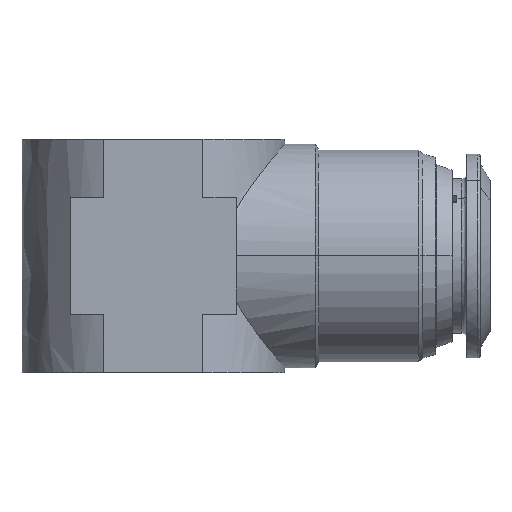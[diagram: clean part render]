
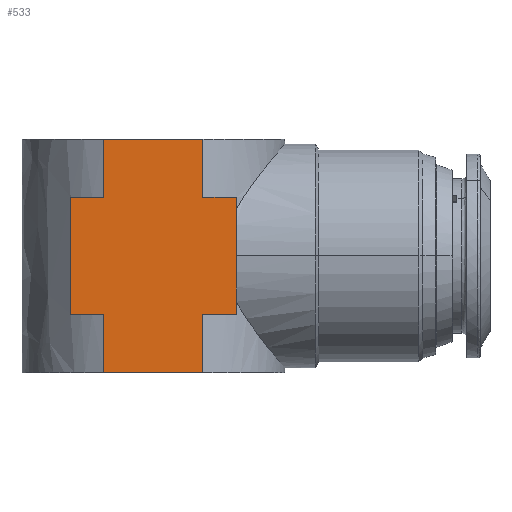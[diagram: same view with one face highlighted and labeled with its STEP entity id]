
A CAD part, top view. The second image highlights one B-rep face of the part: STEP entity #533.
In plain terms, the highlighted free-form (B-spline) face has degree [1, 1] with [2, 2] control points.
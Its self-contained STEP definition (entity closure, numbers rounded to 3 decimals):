
#6 = CARTESIAN_POINT ( 'NONE',  ( -37.441, -5.433, 12.5 ) ) ;
#38 = CARTESIAN_POINT ( 'NONE',  ( -23.841, -5.433, 12.5 ) ) ;
#54 = VERTEX_POINT ( 'NONE', #140 ) ;
#75 = CARTESIAN_POINT ( 'NONE',  ( -34.041, -11.433, 12.5 ) ) ;
#116 = CARTESIAN_POINT ( 'NONE',  ( -20.441, -5.433, 12.5 ) ) ;
#140 = CARTESIAN_POINT ( 'NONE',  ( -23.841, 12.567, 12.5 ) ) ;
#142 = CARTESIAN_POINT ( 'NONE',  ( -23.841, -11.433, 12.5 ) ) ;
#167 = CARTESIAN_POINT ( 'NONE',  ( -23.841, 6.567, 12.5 ) ) ;
#178 = CARTESIAN_POINT ( 'NONE',  ( -37.441, -5.433, 12.5 ) ) ;
#247 = B_SPLINE_CURVE_WITH_KNOTS ( 'NONE', 1,
 ( #116, #1597 ),
 .UNSPECIFIED., .F., .F.,
 ( 2, 2 ),
 ( 0., 1. ),
 .UNSPECIFIED. ) ;
#326 = CARTESIAN_POINT ( 'NONE',  ( -23.841, -5.433, 12.5 ) ) ;
#410 = EDGE_CURVE ( 'NONE', #2267, #522, #561, .T. ) ;
#483 = EDGE_CURVE ( 'NONE', #691, #2091, #2315, .T. ) ;
#522 = VERTEX_POINT ( 'NONE', #610 ) ;
#533 = ADVANCED_FACE ( 'NONE', ( #932 ), #1228, .T. ) ;
#552 = CARTESIAN_POINT ( 'NONE',  ( -20.441, -5.433, 12.5 ) ) ;
#561 = B_SPLINE_CURVE_WITH_KNOTS ( 'NONE', 1,
 ( #178, #2253 ),
 .UNSPECIFIED., .F., .F.,
 ( 2, 2 ),
 ( 0., 1. ),
 .UNSPECIFIED. ) ;
#572 = CARTESIAN_POINT ( 'NONE',  ( -23.841, 6.567, 12.5 ) ) ;
#610 = CARTESIAN_POINT ( 'NONE',  ( -34.041, -5.433, 12.5 ) ) ;
#624 = CARTESIAN_POINT ( 'NONE',  ( -23.841, 6.567, 12.5 ) ) ;
#691 = VERTEX_POINT ( 'NONE', #3662 ) ;
#698 = CARTESIAN_POINT ( 'NONE',  ( -34.041, -11.433, 12.5 ) ) ;
#702 = EDGE_CURVE ( 'NONE', #1202, #1586, #247, .T. ) ;
#746 = ORIENTED_EDGE ( 'NONE', *, *, #2641, .T. ) ;
#802 = ORIENTED_EDGE ( 'NONE', *, *, #1617, .T. ) ;
#856 = CARTESIAN_POINT ( 'NONE',  ( -23.841, -5.433, 12.5 ) ) ;
#867 = ORIENTED_EDGE ( 'NONE', *, *, #2501, .T. ) ;
#872 = CARTESIAN_POINT ( 'NONE',  ( -23.841, -11.433, 12.5 ) ) ;
#892 = ORIENTED_EDGE ( 'NONE', *, *, #2722, .T. ) ;
#893 = ORIENTED_EDGE ( 'NONE', *, *, #2014, .T. ) ;
#903 = B_SPLINE_CURVE_WITH_KNOTS ( 'NONE', 1,
 ( #3427, #2835 ),
 .UNSPECIFIED., .F., .F.,
 ( 2, 2 ),
 ( 0., 1. ),
 .UNSPECIFIED. ) ;
#932 = FACE_OUTER_BOUND ( 'NONE', #2646, .T. ) ;
#956 = CARTESIAN_POINT ( 'NONE',  ( -20.441, -5.433, 12.5 ) ) ;
#980 = CARTESIAN_POINT ( 'NONE',  ( -20.441, 6.567, 12.5 ) ) ;
#1031 = VERTEX_POINT ( 'NONE', #1421 ) ;
#1084 = B_SPLINE_CURVE_WITH_KNOTS ( 'NONE', 1,
 ( #3688, #1612 ),
 .UNSPECIFIED., .F., .F.,
 ( 2, 2 ),
 ( 0., 1. ),
 .UNSPECIFIED. ) ;
#1178 = CARTESIAN_POINT ( 'NONE',  ( -23.841, 12.567, 12.5 ) ) ;
#1202 = VERTEX_POINT ( 'NONE', #552 ) ;
#1228 = B_SPLINE_SURFACE_WITH_KNOTS ( 'NONE', 1, 1, ( 
 ( #3825, #2052 ),
 ( #2347, #1775 ) ),
 .UNSPECIFIED., .F., .F., .F.,
 ( 2, 2 ),
 ( 2, 2 ),
 ( 0., 1. ),
 ( 0., 1. ),
 .UNSPECIFIED. ) ;
#1350 = CARTESIAN_POINT ( 'NONE',  ( -34.041, 6.567, 12.5 ) ) ;
#1421 = CARTESIAN_POINT ( 'NONE',  ( -34.041, 12.567, 12.5 ) ) ;
#1586 = VERTEX_POINT ( 'NONE', #980 ) ;
#1597 = CARTESIAN_POINT ( 'NONE',  ( -20.441, 6.567, 12.5 ) ) ;
#1612 = CARTESIAN_POINT ( 'NONE',  ( -34.041, 6.567, 12.5 ) ) ;
#1617 = EDGE_CURVE ( 'NONE', #522, #3300, #3561, .T. ) ;
#1645 = EDGE_CURVE ( 'NONE', #2708, #3763, #2024, .T. ) ;
#1775 = CARTESIAN_POINT ( 'NONE',  ( -20.441, 12.567, 12.5 ) ) ;
#1868 = ORIENTED_EDGE ( 'NONE', *, *, #483, .T. ) ;
#2014 = EDGE_CURVE ( 'NONE', #1031, #2708, #1084, .T. ) ;
#2024 = B_SPLINE_CURVE_WITH_KNOTS ( 'NONE', 1,
 ( #3101, #3628 ),
 .UNSPECIFIED., .F., .F.,
 ( 2, 2 ),
 ( 0., 1. ),
 .UNSPECIFIED. ) ;
#2052 = CARTESIAN_POINT ( 'NONE',  ( -37.441, 12.567, 12.5 ) ) ;
#2068 = ORIENTED_EDGE ( 'NONE', *, *, #3005, .T. ) ;
#2071 = CARTESIAN_POINT ( 'NONE',  ( -34.041, 12.567, 12.5 ) ) ;
#2091 = VERTEX_POINT ( 'NONE', #856 ) ;
#2134 = ORIENTED_EDGE ( 'NONE', *, *, #2183, .T. ) ;
#2149 = VERTEX_POINT ( 'NONE', #572 ) ;
#2183 = EDGE_CURVE ( 'NONE', #2149, #54, #2935, .T. ) ;
#2188 = CARTESIAN_POINT ( 'NONE',  ( -34.041, -5.433, 12.5 ) ) ;
#2205 = CARTESIAN_POINT ( 'NONE',  ( -20.441, 6.567, 12.5 ) ) ;
#2253 = CARTESIAN_POINT ( 'NONE',  ( -34.041, -5.433, 12.5 ) ) ;
#2267 = VERTEX_POINT ( 'NONE', #6 ) ;
#2315 = B_SPLINE_CURVE_WITH_KNOTS ( 'NONE', 1,
 ( #872, #326 ),
 .UNSPECIFIED., .F., .F.,
 ( 2, 2 ),
 ( 0., 1. ),
 .UNSPECIFIED. ) ;
#2347 = CARTESIAN_POINT ( 'NONE',  ( -20.441, -11.433, 12.5 ) ) ;
#2358 = CARTESIAN_POINT ( 'NONE',  ( -23.841, 12.567, 12.5 ) ) ;
#2430 = ORIENTED_EDGE ( 'NONE', *, *, #410, .T. ) ;
#2488 = CARTESIAN_POINT ( 'NONE',  ( -34.041, -11.433, 12.5 ) ) ;
#2501 = EDGE_CURVE ( 'NONE', #2091, #1202, #3540, .T. ) ;
#2641 = EDGE_CURVE ( 'NONE', #3763, #2267, #903, .T. ) ;
#2646 = EDGE_LOOP ( 'NONE', ( #2430, #802, #2068, #1868, #867, #3038, #892, #2134, #3567, #893, #3296, #746 ) ) ;
#2708 = VERTEX_POINT ( 'NONE', #1350 ) ;
#2722 = EDGE_CURVE ( 'NONE', #1586, #2149, #3270, .T. ) ;
#2835 = CARTESIAN_POINT ( 'NONE',  ( -37.441, -5.433, 12.5 ) ) ;
#2853 = EDGE_CURVE ( 'NONE', #54, #1031, #3565, .T. ) ;
#2935 = B_SPLINE_CURVE_WITH_KNOTS ( 'NONE', 1,
 ( #624, #1178 ),
 .UNSPECIFIED., .F., .F.,
 ( 2, 2 ),
 ( 0., 1. ),
 .UNSPECIFIED. ) ;
#3005 = EDGE_CURVE ( 'NONE', #3300, #691, #3592, .T. ) ;
#3038 = ORIENTED_EDGE ( 'NONE', *, *, #702, .T. ) ;
#3101 = CARTESIAN_POINT ( 'NONE',  ( -34.041, 6.567, 12.5 ) ) ;
#3258 = CARTESIAN_POINT ( 'NONE',  ( -37.441, 6.567, 12.5 ) ) ;
#3270 = B_SPLINE_CURVE_WITH_KNOTS ( 'NONE', 1,
 ( #2205, #167 ),
 .UNSPECIFIED., .F., .F.,
 ( 2, 2 ),
 ( 0., 1. ),
 .UNSPECIFIED. ) ;
#3296 = ORIENTED_EDGE ( 'NONE', *, *, #1645, .T. ) ;
#3300 = VERTEX_POINT ( 'NONE', #698 ) ;
#3427 = CARTESIAN_POINT ( 'NONE',  ( -37.441, 6.567, 12.5 ) ) ;
#3540 = B_SPLINE_CURVE_WITH_KNOTS ( 'NONE', 1,
 ( #38, #956 ),
 .UNSPECIFIED., .F., .F.,
 ( 2, 2 ),
 ( 0., 1. ),
 .UNSPECIFIED. ) ;
#3561 = B_SPLINE_CURVE_WITH_KNOTS ( 'NONE', 1,
 ( #2188, #2488 ),
 .UNSPECIFIED., .F., .F.,
 ( 2, 2 ),
 ( 0., 1. ),
 .UNSPECIFIED. ) ;
#3565 = B_SPLINE_CURVE_WITH_KNOTS ( 'NONE', 1,
 ( #2358, #2071 ),
 .UNSPECIFIED., .F., .F.,
 ( 2, 2 ),
 ( 0., 1. ),
 .UNSPECIFIED. ) ;
#3567 = ORIENTED_EDGE ( 'NONE', *, *, #2853, .T. ) ;
#3592 = B_SPLINE_CURVE_WITH_KNOTS ( 'NONE', 1,
 ( #75, #142 ),
 .UNSPECIFIED., .F., .F.,
 ( 2, 2 ),
 ( 0., 1. ),
 .UNSPECIFIED. ) ;
#3628 = CARTESIAN_POINT ( 'NONE',  ( -37.441, 6.567, 12.5 ) ) ;
#3662 = CARTESIAN_POINT ( 'NONE',  ( -23.841, -11.433, 12.5 ) ) ;
#3688 = CARTESIAN_POINT ( 'NONE',  ( -34.041, 12.567, 12.5 ) ) ;
#3763 = VERTEX_POINT ( 'NONE', #3258 ) ;
#3825 = CARTESIAN_POINT ( 'NONE',  ( -37.441, -11.433, 12.5 ) ) ;
